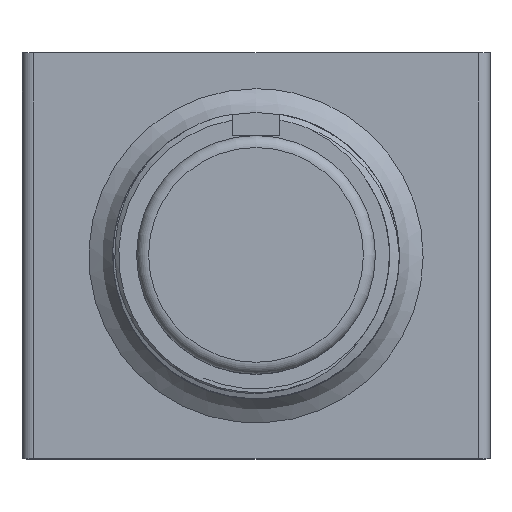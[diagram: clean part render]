
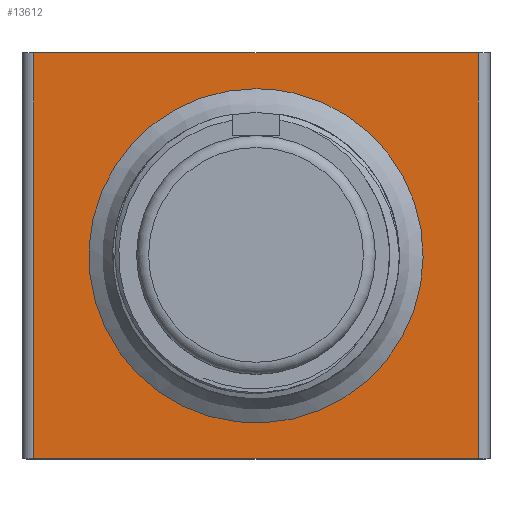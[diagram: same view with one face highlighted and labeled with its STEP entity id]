
A CAD part, top view. The second image highlights one B-rep face of the part: STEP entity #13612.
In plain terms, the highlighted planar face has unit normal (0, 0, 1).
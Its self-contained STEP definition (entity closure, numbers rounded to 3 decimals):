
#13364 = EDGE_CURVE('',#13365,#13367,#13369,.T.);
#13365 = VERTEX_POINT('',#13366);
#13366 = CARTESIAN_POINT('',(-9.3,8.5,15.7));
#13367 = VERTEX_POINT('',#13368);
#13368 = CARTESIAN_POINT('',(9.3,8.5,15.7));
#13369 = LINE('',#13370,#13371);
#13370 = CARTESIAN_POINT('',(-9.8,8.5,15.7));
#13371 = VECTOR('',#13372,1.);
#13372 = DIRECTION('',(1.,0.,0.));
#13444 = VERTEX_POINT('',#13445);
#13445 = CARTESIAN_POINT('',(9.3,-8.5,15.7));
#13452 = EDGE_CURVE('',#13444,#13453,#13455,.T.);
#13453 = VERTEX_POINT('',#13454);
#13454 = CARTESIAN_POINT('',(-9.3,-8.5,15.7));
#13455 = LINE('',#13456,#13457);
#13456 = CARTESIAN_POINT('',(9.8,-8.5,15.7));
#13457 = VECTOR('',#13458,1.);
#13458 = DIRECTION('',(-1.,0.,0.));
#13488 = EDGE_CURVE('',#13453,#13365,#13489,.T.);
#13489 = LINE('',#13490,#13491);
#13490 = CARTESIAN_POINT('',(-9.3,-8.5,15.7));
#13491 = VECTOR('',#13492,1.);
#13492 = DIRECTION('',(0.,1.,0.));
#13527 = EDGE_CURVE('',#13367,#13444,#13528,.T.);
#13528 = LINE('',#13529,#13530);
#13529 = CARTESIAN_POINT('',(9.3,8.5,15.7));
#13530 = VECTOR('',#13531,1.);
#13531 = DIRECTION('',(0.,-1.,0.));
#13612 = ADVANCED_FACE('',(#13613,#13619),#13641,.F.);
#13613 = FACE_BOUND('',#13614,.F.);
#13614 = EDGE_LOOP('',(#13615,#13616,#13617,#13618));
#13615 = ORIENTED_EDGE('',*,*,#13364,.T.);
#13616 = ORIENTED_EDGE('',*,*,#13527,.T.);
#13617 = ORIENTED_EDGE('',*,*,#13452,.T.);
#13618 = ORIENTED_EDGE('',*,*,#13488,.T.);
#13619 = FACE_BOUND('',#13620,.F.);
#13620 = EDGE_LOOP('',(#13621));
#13621 = ORIENTED_EDGE('',*,*,#13622,.T.);
#13622 = EDGE_CURVE('',#13623,#13623,#13625,.T.);
#13623 = VERTEX_POINT('',#13624);
#13624 = CARTESIAN_POINT('',(0.,7.,15.7));
#13625 = B_SPLINE_CURVE_WITH_KNOTS('',14,(#13626,#13627,#13628,#13629,
    #13630,#13631,#13632,#13633,#13634,#13635,#13636,#13637,#13638,
    #13639,#13640),.UNSPECIFIED.,.T.,.F.,(1,14,14,1),(-1.,0.,1.,2.),
  .UNSPECIFIED.);
#13626 = CARTESIAN_POINT('',(0.,7.,15.7));
#13627 = CARTESIAN_POINT('',(-3.142,7.,15.7));
#13628 = CARTESIAN_POINT('',(-6.283,5.482,15.7));
#13629 = CARTESIAN_POINT('',(-8.63,2.445,15.7));
#13630 = CARTESIAN_POINT('',(-9.386,-1.656,15.7));
#13631 = CARTESIAN_POINT('',(-8.043,-5.913,15.7));
#13632 = CARTESIAN_POINT('',(-4.661,-9.163,15.7));
#13633 = CARTESIAN_POINT('',(0.,-10.387,15.7));
#13634 = CARTESIAN_POINT('',(4.661,-9.163,15.7));
#13635 = CARTESIAN_POINT('',(8.043,-5.913,15.7));
#13636 = CARTESIAN_POINT('',(9.386,-1.656,15.7));
#13637 = CARTESIAN_POINT('',(8.63,2.445,15.7));
#13638 = CARTESIAN_POINT('',(6.283,5.482,15.7));
#13639 = CARTESIAN_POINT('',(3.142,7.,15.7));
#13640 = CARTESIAN_POINT('',(0.,7.,15.7));
#13641 = PLANE('',#13642);
#13642 = AXIS2_PLACEMENT_3D('',#13643,#13644,#13645);
#13643 = CARTESIAN_POINT('',(0.,0.,15.7));
#13644 = DIRECTION('',(-0.,-0.,-1.));
#13645 = DIRECTION('',(-1.,0.,0.));
